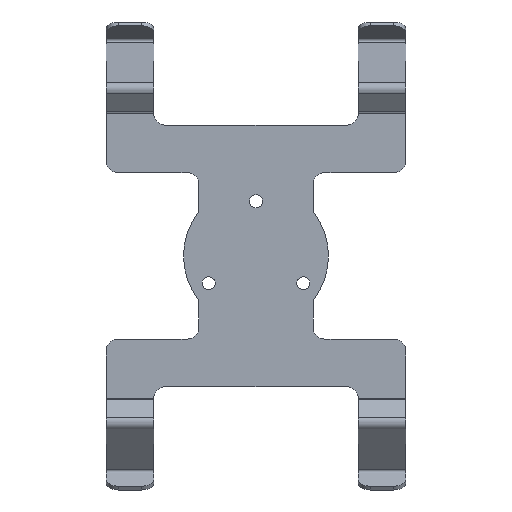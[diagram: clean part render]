
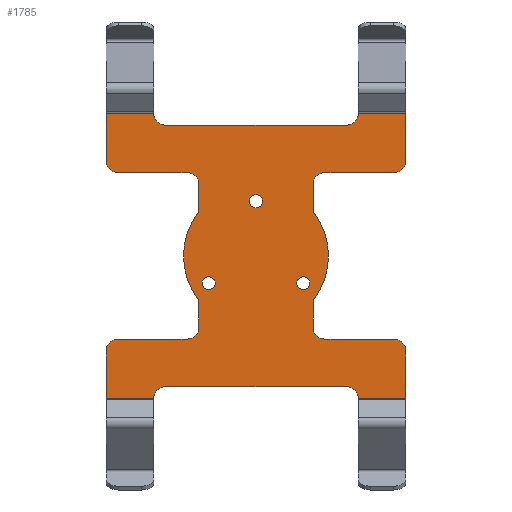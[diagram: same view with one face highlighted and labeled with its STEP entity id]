
A CAD part, top view. The second image highlights one B-rep face of the part: STEP entity #1785.
In plain terms, the highlighted planar face has unit normal (0, 0, 1).
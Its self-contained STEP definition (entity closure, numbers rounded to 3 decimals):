
#20=PLANE('',#1899);
#72=LINE('',#2682,#248);
#73=LINE('',#2687,#249);
#74=LINE('',#2689,#250);
#75=LINE('',#2693,#251);
#76=LINE('',#2697,#252);
#77=LINE('',#2699,#253);
#78=LINE('',#2703,#254);
#79=LINE('',#2707,#255);
#80=LINE('',#2708,#256);
#81=LINE('',#2712,#257);
#82=LINE('',#2716,#258);
#83=LINE('',#2718,#259);
#84=LINE('',#2722,#260);
#85=LINE('',#2726,#261);
#86=LINE('',#2728,#262);
#87=LINE('',#2732,#263);
#88=LINE('',#2736,#264);
#89=LINE('',#2737,#265);
#248=VECTOR('',#2114,1000.);
#249=VECTOR('',#2117,1000.);
#250=VECTOR('',#2118,1000.);
#251=VECTOR('',#2121,1000.);
#252=VECTOR('',#2124,1000.);
#253=VECTOR('',#2125,1000.);
#254=VECTOR('',#2128,1000.);
#255=VECTOR('',#2131,1000.);
#256=VECTOR('',#2132,1000.);
#257=VECTOR('',#2135,1000.);
#258=VECTOR('',#2138,1000.);
#259=VECTOR('',#2139,1000.);
#260=VECTOR('',#2142,1000.);
#261=VECTOR('',#2145,1000.);
#262=VECTOR('',#2146,1000.);
#263=VECTOR('',#2149,1000.);
#264=VECTOR('',#2152,1000.);
#265=VECTOR('',#2153,1000.);
#428=ORIENTED_EDGE('',*,*,#976,.F.);
#429=ORIENTED_EDGE('',*,*,#977,.F.);
#430=ORIENTED_EDGE('',*,*,#978,.F.);
#431=ORIENTED_EDGE('',*,*,#979,.F.);
#432=ORIENTED_EDGE('',*,*,#980,.T.);
#433=ORIENTED_EDGE('',*,*,#981,.F.);
#434=ORIENTED_EDGE('',*,*,#982,.F.);
#435=ORIENTED_EDGE('',*,*,#983,.T.);
#436=ORIENTED_EDGE('',*,*,#984,.F.);
#437=ORIENTED_EDGE('',*,*,#985,.T.);
#438=ORIENTED_EDGE('',*,*,#986,.F.);
#439=ORIENTED_EDGE('',*,*,#987,.F.);
#440=ORIENTED_EDGE('',*,*,#988,.T.);
#441=ORIENTED_EDGE('',*,*,#989,.F.);
#442=ORIENTED_EDGE('',*,*,#990,.T.);
#443=ORIENTED_EDGE('',*,*,#991,.F.);
#444=ORIENTED_EDGE('',*,*,#972,.F.);
#445=ORIENTED_EDGE('',*,*,#992,.F.);
#446=ORIENTED_EDGE('',*,*,#993,.T.);
#447=ORIENTED_EDGE('',*,*,#994,.F.);
#448=ORIENTED_EDGE('',*,*,#995,.T.);
#449=ORIENTED_EDGE('',*,*,#996,.F.);
#450=ORIENTED_EDGE('',*,*,#997,.F.);
#451=ORIENTED_EDGE('',*,*,#998,.T.);
#452=ORIENTED_EDGE('',*,*,#999,.F.);
#453=ORIENTED_EDGE('',*,*,#1000,.T.);
#454=ORIENTED_EDGE('',*,*,#1001,.F.);
#455=ORIENTED_EDGE('',*,*,#1002,.F.);
#456=ORIENTED_EDGE('',*,*,#1003,.T.);
#457=ORIENTED_EDGE('',*,*,#1004,.F.);
#458=ORIENTED_EDGE('',*,*,#1005,.T.);
#459=ORIENTED_EDGE('',*,*,#1006,.F.);
#460=ORIENTED_EDGE('',*,*,#970,.F.);
#461=ORIENTED_EDGE('',*,*,#1007,.F.);
#462=ORIENTED_EDGE('',*,*,#1008,.T.);
#970=EDGE_CURVE('',#1244,#1245,#1425,.T.);
#972=EDGE_CURVE('',#1246,#1247,#1426,.T.);
#976=EDGE_CURVE('',#1250,#1250,#1428,.T.);
#977=EDGE_CURVE('',#1251,#1251,#1429,.T.);
#978=EDGE_CURVE('',#1252,#1252,#1430,.T.);
#979=EDGE_CURVE('',#1253,#1254,#72,.T.);
#980=EDGE_CURVE('',#1253,#1255,#1431,.F.);
#981=EDGE_CURVE('',#1256,#1255,#73,.T.);
#982=EDGE_CURVE('',#1257,#1256,#74,.T.);
#983=EDGE_CURVE('',#1257,#1258,#1432,.T.);
#984=EDGE_CURVE('',#1259,#1258,#75,.T.);
#985=EDGE_CURVE('',#1259,#1260,#1433,.T.);
#986=EDGE_CURVE('',#1261,#1260,#76,.T.);
#987=EDGE_CURVE('',#1262,#1261,#77,.T.);
#988=EDGE_CURVE('',#1262,#1263,#1434,.F.);
#989=EDGE_CURVE('',#1264,#1263,#78,.T.);
#990=EDGE_CURVE('',#1264,#1265,#1435,.T.);
#991=EDGE_CURVE('',#1247,#1265,#79,.T.);
#992=EDGE_CURVE('',#1266,#1246,#80,.T.);
#993=EDGE_CURVE('',#1266,#1267,#1436,.T.);
#994=EDGE_CURVE('',#1268,#1267,#81,.T.);
#995=EDGE_CURVE('',#1268,#1269,#1437,.F.);
#996=EDGE_CURVE('',#1270,#1269,#82,.T.);
#997=EDGE_CURVE('',#1271,#1270,#83,.T.);
#998=EDGE_CURVE('',#1271,#1272,#1438,.T.);
#999=EDGE_CURVE('',#1273,#1272,#84,.T.);
#1000=EDGE_CURVE('',#1273,#1274,#1439,.T.);
#1001=EDGE_CURVE('',#1275,#1274,#85,.T.);
#1002=EDGE_CURVE('',#1276,#1275,#86,.T.);
#1003=EDGE_CURVE('',#1276,#1277,#1440,.F.);
#1004=EDGE_CURVE('',#1278,#1277,#87,.T.);
#1005=EDGE_CURVE('',#1278,#1279,#1441,.T.);
#1006=EDGE_CURVE('',#1245,#1279,#88,.T.);
#1007=EDGE_CURVE('',#1280,#1244,#89,.T.);
#1008=EDGE_CURVE('',#1280,#1254,#1442,.T.);
#1244=VERTEX_POINT('',#2662);
#1245=VERTEX_POINT('',#2664);
#1246=VERTEX_POINT('',#2668);
#1247=VERTEX_POINT('',#2669);
#1250=VERTEX_POINT('',#2677);
#1251=VERTEX_POINT('',#2679);
#1252=VERTEX_POINT('',#2681);
#1253=VERTEX_POINT('',#2683);
#1254=VERTEX_POINT('',#2684);
#1255=VERTEX_POINT('',#2686);
#1256=VERTEX_POINT('',#2688);
#1257=VERTEX_POINT('',#2690);
#1258=VERTEX_POINT('',#2692);
#1259=VERTEX_POINT('',#2694);
#1260=VERTEX_POINT('',#2696);
#1261=VERTEX_POINT('',#2698);
#1262=VERTEX_POINT('',#2700);
#1263=VERTEX_POINT('',#2702);
#1264=VERTEX_POINT('',#2704);
#1265=VERTEX_POINT('',#2706);
#1266=VERTEX_POINT('',#2709);
#1267=VERTEX_POINT('',#2711);
#1268=VERTEX_POINT('',#2713);
#1269=VERTEX_POINT('',#2715);
#1270=VERTEX_POINT('',#2717);
#1271=VERTEX_POINT('',#2719);
#1272=VERTEX_POINT('',#2721);
#1273=VERTEX_POINT('',#2723);
#1274=VERTEX_POINT('',#2725);
#1275=VERTEX_POINT('',#2727);
#1276=VERTEX_POINT('',#2729);
#1277=VERTEX_POINT('',#2731);
#1278=VERTEX_POINT('',#2733);
#1279=VERTEX_POINT('',#2735);
#1280=VERTEX_POINT('',#2738);
#1425=CIRCLE('',#1895,30.5);
#1426=CIRCLE('',#1897,30.5);
#1428=CIRCLE('',#1900,2.75);
#1429=CIRCLE('',#1901,2.75);
#1430=CIRCLE('',#1902,2.75);
#1431=CIRCLE('',#1903,5.);
#1432=CIRCLE('',#1904,5.);
#1433=CIRCLE('',#1905,5.);
#1434=CIRCLE('',#1906,5.);
#1435=CIRCLE('',#1907,5.);
#1436=CIRCLE('',#1908,5.);
#1437=CIRCLE('',#1909,5.);
#1438=CIRCLE('',#1910,5.);
#1439=CIRCLE('',#1911,5.);
#1440=CIRCLE('',#1912,5.);
#1441=CIRCLE('',#1913,5.);
#1442=CIRCLE('',#1914,5.);
#1524=EDGE_LOOP('',(#428));
#1525=EDGE_LOOP('',(#429));
#1526=EDGE_LOOP('',(#430));
#1527=EDGE_LOOP('',(#431,#432,#433,#434,#435,#436,#437,#438,#439,#440,#441,
#442,#443,#444,#445,#446,#447,#448,#449,#450,#451,#452,#453,#454,#455,#456,
#457,#458,#459,#460,#461,#462));
#1630=FACE_BOUND('',#1524,.T.);
#1631=FACE_BOUND('',#1525,.T.);
#1632=FACE_BOUND('',#1526,.T.);
#1633=FACE_BOUND('',#1527,.T.);
#1785=ADVANCED_FACE('',(#1630,#1631,#1632,#1633),#20,.F.);
#1895=AXIS2_PLACEMENT_3D('',#2663,#2095,#2096);
#1897=AXIS2_PLACEMENT_3D('',#2667,#2100,#2101);
#1899=AXIS2_PLACEMENT_3D('',#2675,#2106,#2107);
#1900=AXIS2_PLACEMENT_3D('',#2676,#2108,#2109);
#1901=AXIS2_PLACEMENT_3D('',#2678,#2110,#2111);
#1902=AXIS2_PLACEMENT_3D('',#2680,#2112,#2113);
#1903=AXIS2_PLACEMENT_3D('',#2685,#2115,#2116);
#1904=AXIS2_PLACEMENT_3D('',#2691,#2119,#2120);
#1905=AXIS2_PLACEMENT_3D('',#2695,#2122,#2123);
#1906=AXIS2_PLACEMENT_3D('',#2701,#2126,#2127);
#1907=AXIS2_PLACEMENT_3D('',#2705,#2129,#2130);
#1908=AXIS2_PLACEMENT_3D('',#2710,#2133,#2134);
#1909=AXIS2_PLACEMENT_3D('',#2714,#2136,#2137);
#1910=AXIS2_PLACEMENT_3D('',#2720,#2140,#2141);
#1911=AXIS2_PLACEMENT_3D('',#2724,#2143,#2144);
#1912=AXIS2_PLACEMENT_3D('',#2730,#2147,#2148);
#1913=AXIS2_PLACEMENT_3D('',#2734,#2150,#2151);
#1914=AXIS2_PLACEMENT_3D('',#2739,#2154,#2155);
#2095=DIRECTION('',(0.,0.,-1.));
#2096=DIRECTION('',(1.,0.,0.));
#2100=DIRECTION('',(0.,0.,-1.));
#2101=DIRECTION('',(1.,0.,0.));
#2106=DIRECTION('',(0.,0.,-1.));
#2107=DIRECTION('',(-1.,0.,0.));
#2108=DIRECTION('',(0.,0.,1.));
#2109=DIRECTION('',(0.,-1.,0.));
#2110=DIRECTION('',(0.,0.,1.));
#2111=DIRECTION('',(0.,-1.,0.));
#2112=DIRECTION('',(0.,0.,1.));
#2113=DIRECTION('',(0.,-1.,0.));
#2114=DIRECTION('',(-1.,0.,0.));
#2115=DIRECTION('',(0.,0.,-1.));
#2116=DIRECTION('',(-1.,0.,0.));
#2117=DIRECTION('',(0.,-1.,0.));
#2118=DIRECTION('',(1.,0.,0.));
#2119=DIRECTION('',(0.,0.,-1.));
#2120=DIRECTION('',(-1.,0.,0.));
#2121=DIRECTION('',(1.,0.,0.));
#2122=DIRECTION('',(0.,0.,-1.));
#2123=DIRECTION('',(-1.,0.,0.));
#2124=DIRECTION('',(1.,0.,0.));
#2125=DIRECTION('',(0.,1.,0.));
#2126=DIRECTION('',(0.,0.,-1.));
#2127=DIRECTION('',(-1.,0.,0.));
#2128=DIRECTION('',(-1.,0.,0.));
#2129=DIRECTION('',(0.,0.,-1.));
#2130=DIRECTION('',(-1.,0.,0.));
#2131=DIRECTION('',(0.,1.,0.));
#2132=DIRECTION('',(0.,1.,0.));
#2133=DIRECTION('',(0.,0.,-1.));
#2134=DIRECTION('',(-1.,0.,0.));
#2135=DIRECTION('',(1.,0.,0.));
#2136=DIRECTION('',(0.,0.,-1.));
#2137=DIRECTION('',(-1.,0.,0.));
#2138=DIRECTION('',(0.,1.,0.));
#2139=DIRECTION('',(-1.,0.,0.));
#2140=DIRECTION('',(0.,0.,-1.));
#2141=DIRECTION('',(-1.,0.,0.));
#2142=DIRECTION('',(-1.,0.,0.));
#2143=DIRECTION('',(0.,0.,-1.));
#2144=DIRECTION('',(-1.,0.,0.));
#2145=DIRECTION('',(-1.,0.,0.));
#2146=DIRECTION('',(0.,-1.,0.));
#2147=DIRECTION('',(0.,0.,-1.));
#2148=DIRECTION('',(-1.,0.,0.));
#2149=DIRECTION('',(1.,0.,0.));
#2150=DIRECTION('',(0.,0.,-1.));
#2151=DIRECTION('',(-1.,0.,0.));
#2152=DIRECTION('',(0.,-1.,0.));
#2153=DIRECTION('',(0.,-1.,0.));
#2154=DIRECTION('',(0.,0.,-1.));
#2155=DIRECTION('',(-1.,0.,0.));
#2662=CARTESIAN_POINT('',(24.,18.822,2.));
#2663=CARTESIAN_POINT('',(0.,0.,2.));
#2664=CARTESIAN_POINT('',(24.,-18.822,2.));
#2667=CARTESIAN_POINT('',(0.,0.,2.));
#2668=CARTESIAN_POINT('',(-24.,-18.822,2.));
#2669=CARTESIAN_POINT('',(-24.,18.822,2.));
#2675=CARTESIAN_POINT('',(0.,0.,2.));
#2676=CARTESIAN_POINT('',(-19.919,-11.5,2.));
#2677=CARTESIAN_POINT('',(-19.919,-14.25,2.));
#2678=CARTESIAN_POINT('',(19.919,-11.5,2.));
#2679=CARTESIAN_POINT('',(19.919,-14.25,2.));
#2680=CARTESIAN_POINT('',(0.,23.,2.));
#2681=CARTESIAN_POINT('',(0.,20.25,2.));
#2682=CARTESIAN_POINT('',(63.,35.,2.));
#2683=CARTESIAN_POINT('',(58.,35.,2.));
#2684=CARTESIAN_POINT('',(29.,35.,2.));
#2685=CARTESIAN_POINT('',(58.,40.,2.));
#2686=CARTESIAN_POINT('',(63.,40.,2.));
#2687=CARTESIAN_POINT('',(63.,60.,2.));
#2688=CARTESIAN_POINT('',(63.,60.,2.));
#2689=CARTESIAN_POINT('',(43.,60.,2.));
#2690=CARTESIAN_POINT('',(43.,60.,2.));
#2691=CARTESIAN_POINT('',(38.,60.,2.));
#2692=CARTESIAN_POINT('',(38.,55.,2.));
#2693=CARTESIAN_POINT('',(-43.,55.,2.));
#2694=CARTESIAN_POINT('',(-38.,55.,2.));
#2695=CARTESIAN_POINT('',(-38.,60.,2.));
#2696=CARTESIAN_POINT('',(-43.,60.,2.));
#2697=CARTESIAN_POINT('',(-63.,60.,2.));
#2698=CARTESIAN_POINT('',(-63.,60.,2.));
#2699=CARTESIAN_POINT('',(-63.,35.,2.));
#2700=CARTESIAN_POINT('',(-63.,40.,2.));
#2701=CARTESIAN_POINT('',(-58.,40.,2.));
#2702=CARTESIAN_POINT('',(-58.,35.,2.));
#2703=CARTESIAN_POINT('',(-24.,35.,2.));
#2704=CARTESIAN_POINT('',(-29.,35.,2.));
#2705=CARTESIAN_POINT('',(-29.,30.,2.));
#2706=CARTESIAN_POINT('',(-24.,30.,2.));
#2707=CARTESIAN_POINT('',(-24.,18.822,2.));
#2708=CARTESIAN_POINT('',(-24.,-18.822,2.));
#2709=CARTESIAN_POINT('',(-24.,-30.,2.));
#2710=CARTESIAN_POINT('',(-29.,-30.,2.));
#2711=CARTESIAN_POINT('',(-29.,-35.,2.));
#2712=CARTESIAN_POINT('',(-24.,-35.,2.));
#2713=CARTESIAN_POINT('',(-58.,-35.,2.));
#2714=CARTESIAN_POINT('',(-58.,-40.,2.));
#2715=CARTESIAN_POINT('',(-63.,-40.,2.));
#2716=CARTESIAN_POINT('',(-63.,-35.,2.));
#2717=CARTESIAN_POINT('',(-63.,-60.,2.));
#2718=CARTESIAN_POINT('',(-43.,-60.,2.));
#2719=CARTESIAN_POINT('',(-43.,-60.,2.));
#2720=CARTESIAN_POINT('',(-38.,-60.,2.));
#2721=CARTESIAN_POINT('',(-38.,-55.,2.));
#2722=CARTESIAN_POINT('',(-43.,-55.,2.));
#2723=CARTESIAN_POINT('',(38.,-55.,2.));
#2724=CARTESIAN_POINT('',(38.,-60.,2.));
#2725=CARTESIAN_POINT('',(43.,-60.,2.));
#2726=CARTESIAN_POINT('',(43.,-60.,2.));
#2727=CARTESIAN_POINT('',(63.,-60.,2.));
#2728=CARTESIAN_POINT('',(63.,-60.,2.));
#2729=CARTESIAN_POINT('',(63.,-40.,2.));
#2730=CARTESIAN_POINT('',(58.,-40.,2.));
#2731=CARTESIAN_POINT('',(58.,-35.,2.));
#2732=CARTESIAN_POINT('',(24.,-35.,2.));
#2733=CARTESIAN_POINT('',(29.,-35.,2.));
#2734=CARTESIAN_POINT('',(29.,-30.,2.));
#2735=CARTESIAN_POINT('',(24.,-30.,2.));
#2736=CARTESIAN_POINT('',(24.,-18.822,2.));
#2737=CARTESIAN_POINT('',(24.,35.,2.));
#2738=CARTESIAN_POINT('',(24.,30.,2.));
#2739=CARTESIAN_POINT('',(29.,30.,2.));
